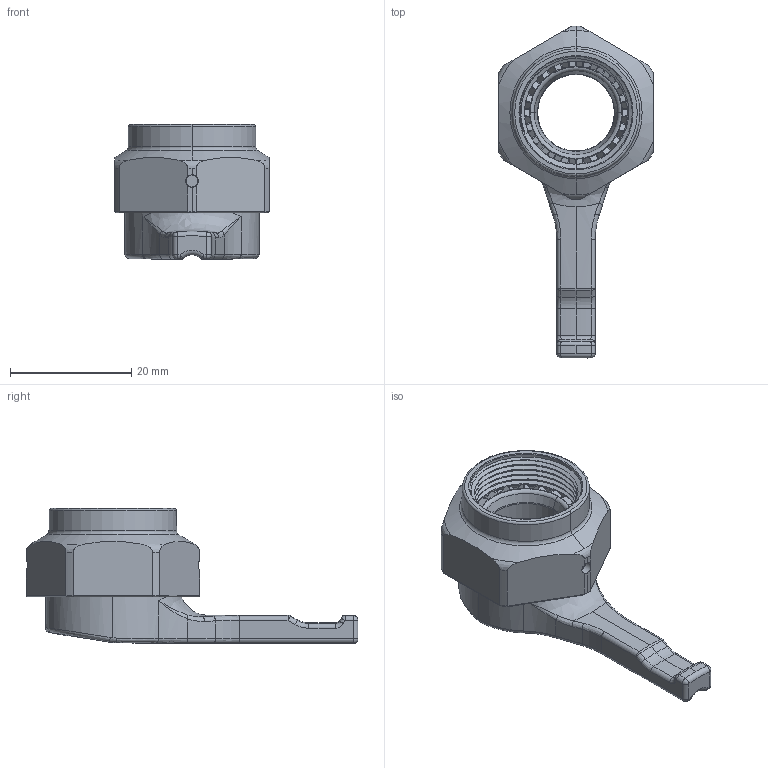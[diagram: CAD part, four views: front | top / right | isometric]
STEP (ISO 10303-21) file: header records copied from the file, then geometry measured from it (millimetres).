
FILE_DESCRIPTION (( 'STEP AP203' ), '1' );
FILE_NAME ('09F7R721XM13.STEP', '2019-05-21T21:13:20', ( 'Admin' ), ( 'Hewlett-Packard Company' ), 'SwSTEP 2.0', 'SolidWorks 2018', '' );
FILE_SCHEMA (( 'CONFIG_CONTROL_DESIGN' ));
Length unit declared in the file: inch
Products named in the file (5): IM09F7721-XXXX_FM-1300; 09-SCP1003-xxxx_Size-09; 12-341500-xxxx_-0821; IM09XXR721-XXXX V_3_IM09A6R721-1200; 09F7R721XM13
Assembly tree (5 placements, depth 2):
  09F7R721XM13
    IM09XXR721-XXXX V_3_IM09A6R721-1200
    09-SCP1003-xxxx_Size-09  x2
    12-341500-xxxx_-0821
    IM09F7721-XXXX_FM-1300
Bounding box: 25.4 x 54.67 x 22.24 mm (x, y, z)
Volume: 6377.7 mm3; surface area: 6263.5 mm2
Topology: 5 solids, 5 shells, 581 faces, 1528 edges, 947 vertices
Faces by surface type: cylinder 174, plane 172, cone 102, torus 74, bspline 49, sphere 10
Entity records: 21430 total; most frequent: CARTESIAN_POINT 8388, ORIENTED_EDGE 2896, DIRECTION 2368, EDGE_CURVE 1448, AXIS2_PLACEMENT_3D 951, VERTEX_POINT 899, EDGE_LOOP 559, ADVANCED_FACE 554
